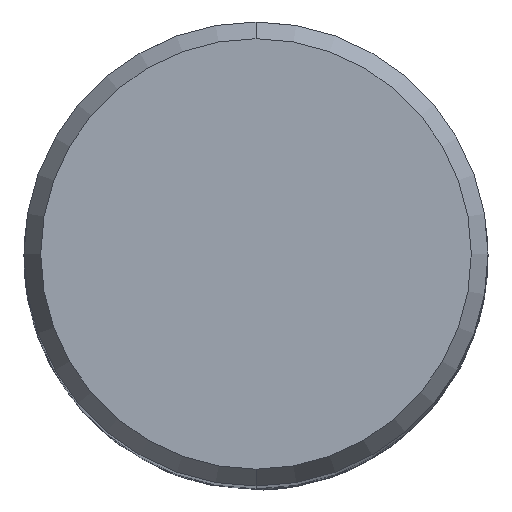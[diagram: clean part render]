
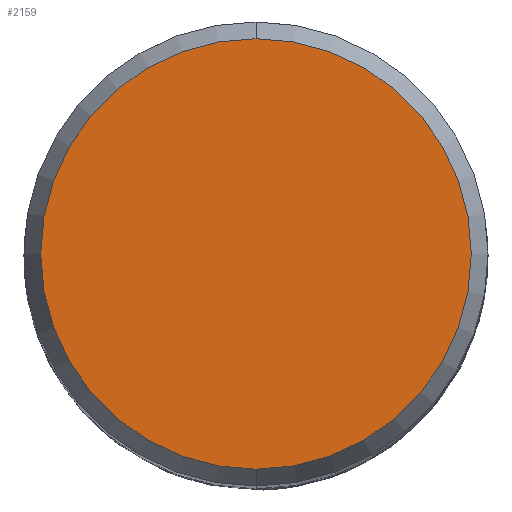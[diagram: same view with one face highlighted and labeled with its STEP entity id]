
A CAD part, top view. The second image highlights one B-rep face of the part: STEP entity #2159.
In plain terms, the highlighted planar face has unit normal (0, 0, 1).
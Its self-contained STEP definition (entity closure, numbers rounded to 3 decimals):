
#867=EDGE_CURVE('',#1211,#2061,#2363,.T.);
#1211=VERTEX_POINT('',#2731);
#1467=EDGE_CURVE('',#2061,#1211,#3005,.T.);
#2061=VERTEX_POINT('',#3666);
#2159=ADVANCED_FACE('',(#3767),#3768,.T.);
#2363=CIRCLE('',#4572,7.423);
#2731=CARTESIAN_POINT('',(0.0,7.423,0.0));
#3005=CIRCLE('',#9112,7.423);
#3666=CARTESIAN_POINT('',(0.,-7.423,0.0));
#3767=FACE_OUTER_BOUND('',#16416,.T.);
#3768=PLANE('',#16417);
#4572=AXIS2_PLACEMENT_3D('',#17941,#17942,#17943);
#9112=AXIS2_PLACEMENT_3D('',#18534,#18535,#18536);
#16416=EDGE_LOOP('',(#19413,#19414));
#16417=AXIS2_PLACEMENT_3D('',#19415,#19416,#19417);
#17941=CARTESIAN_POINT('',(0.0,0.0,0.0));
#17942=DIRECTION('',(0.0,0.0,-1.0));
#17943=DIRECTION('',(0.0,1.0,0.0));
#18534=CARTESIAN_POINT('',(0.0,0.0,0.0));
#18535=DIRECTION('',(0.0,0.0,-1.0));
#18536=DIRECTION('',(0.0,1.0,0.0));
#19413=ORIENTED_EDGE('',*,*,#867,.F.);
#19414=ORIENTED_EDGE('',*,*,#1467,.F.);
#19415=CARTESIAN_POINT('',(0.0,3.711,0.0));
#19416=DIRECTION('',(-0.0,0.0,1.0));
#19417=DIRECTION('',(0.0,-1.0,0.0));
